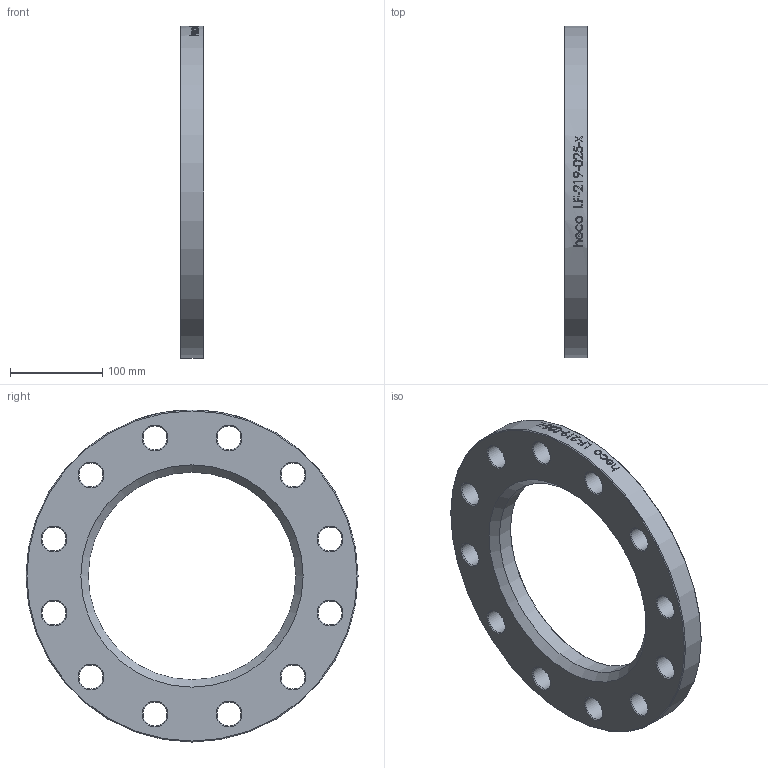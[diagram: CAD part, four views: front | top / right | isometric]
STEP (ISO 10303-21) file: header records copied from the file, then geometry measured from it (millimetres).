
FILE_DESCRIPTION (( 'STEP AP214' ), '1' );
FILE_NAME ('LF-219-025-x Loser Flansch 2101.STEP', '2021-01-22T12:39:53', ( '' ), ( '' ), 'SwSTEP 2.0', 'SolidWorks 2019', '' );
FILE_SCHEMA (( 'AUTOMOTIVE_DESIGN' ));
Length unit declared in the file: millimetre
Products named in the file (1): LF-219-025-x Loser Flansch 2101
Bounding box: 26 x 360 x 360 mm (x, y, z)
Volume: 1422136.1 mm3; surface area: 178504.7 mm2
Topology: 1 solids, 1 shells, 64 faces, 268 edges, 225 vertices
Faces by surface type: cylinder 34, cone 28, plane 2
Full cylindrical faces by diameter (mm): 26 x12, 225 x1, 360 x1
Entity records: 6040 total; most frequent: CARTESIAN_POINT 3833, ORIENTED_EDGE 418, DIRECTION 336, EDGE_CURVE 209, VERTEX_POINT 209, AXIS2_PLACEMENT_3D 156, EDGE_LOOP 152, B_SPLINE_CURVE_WITH_KNOTS 94
